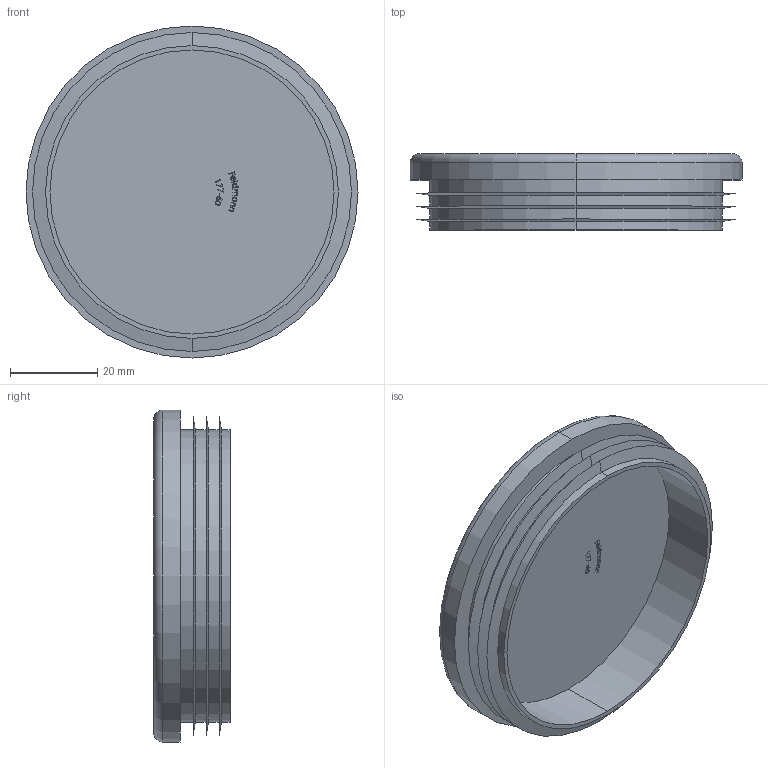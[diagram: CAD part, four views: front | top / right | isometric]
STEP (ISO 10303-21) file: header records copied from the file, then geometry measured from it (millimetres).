
FILE_DESCRIPTION (( 'STEP AP203' ), '1' );
FILE_NAME ('177-76-3.step', '2015-09-17T14:51:11', ( '' ), ( '' ), 'SwSTEP 2.0', 'SolidWorks 2015', '' );
FILE_SCHEMA (( 'CONFIG_CONTROL_DESIGN' ));
Length unit declared in the file: millimetre
Products named in the file (1): 177-76-3
Bounding box: 76.1 x 17.5 x 76.1 mm (x, y, z)
Volume: 26633.4 mm3; surface area: 19016.7 mm2
Topology: 1 solids, 1 shells, 191 faces, 487 edges, 322 vertices
Faces by surface type: plane 105, bspline 66, cylinder 12, cone 6, torus 2
Entity records: 9336 total; most frequent: CARTESIAN_POINT 5051, ORIENTED_EDGE 974, DIRECTION 641, EDGE_CURVE 487, VERTEX_POINT 322, VECTOR 321, LINE 321, EDGE_LOOP 215
